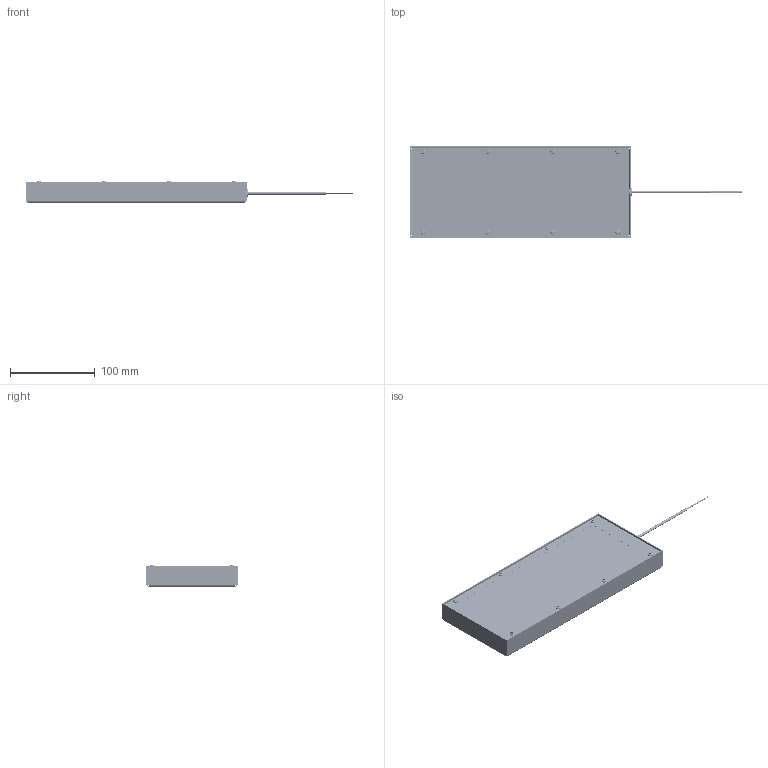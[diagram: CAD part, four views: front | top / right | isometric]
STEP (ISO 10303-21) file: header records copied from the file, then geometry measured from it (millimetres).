
FILE_DESCRIPTION((''),'2;1');
FILE_NAME('192823_ASM','2016-01-21T',('pdmadmin'),(''),'PRO/ENGINEER BY PARAMETRIC TECHNOLOGY CORPORATION, 2013230','PRO/ENGINEER BY PARAMETRIC TECHNOLOGY CORPORATION, 2013230','');
FILE_SCHEMA(('CONFIG_CONTROL_DESIGN'));
Length unit declared in the file: inch
Products named in the file (27): 118686; PEM_STUD_4-40-8; PEM_STUD_B-M4-1; 118686_ASM; 61384; 69903; 56880; 117969; SMLED9; SOT223; 0603; SO14; 0805; SOT23; 1206; 0805C; TVS1; 1210; MINISMA; DPAK; WIRE24_SQ; 117969_ASM; 61382; 118759; 51852; 73100_ASM; 192823_ASM
Assembly tree (480 placements, depth 4):
  192823_ASM
    73100_ASM
      118686_ASM
        118686
        PEM_STUD_4-40-8  x8
        PEM_STUD_B-M4-1  x4
      61384
      69903
      56880  x8
      117969_ASM
        117969
        SMLED9  x288
        SOT223  x32
        0603  x39
        SO14  x9
        0805  x6
        SOT23  x5
        1206  x32
        0805C  x17
        TVS1
        1210  x3
        MINISMA  x2
        DPAK
        WIRE24_SQ
      61382  x8
      118759
      51852  x8
Bounding box: 392.3 x 107.59 x 25.27 mm (x, y, z)
Volume: 142782.6 mm3; surface area: 227537.4 mm2
Topology: 477 solids, 481 shells, 17340 faces, 44190 edges, 28799 vertices
Faces by surface type: plane 14920, cylinder 1656, cone 632, bspline 112, torus 20
Entity records: 40067 total; most frequent: CARTESIAN_POINT 10050, DIRECTION 6940, ORIENTED_EDGE 5166, EDGE_CURVE 2585, AXIS2_PLACEMENT_3D 2481, VECTOR 1978, LINE 1978, VERTEX_POINT 1692
